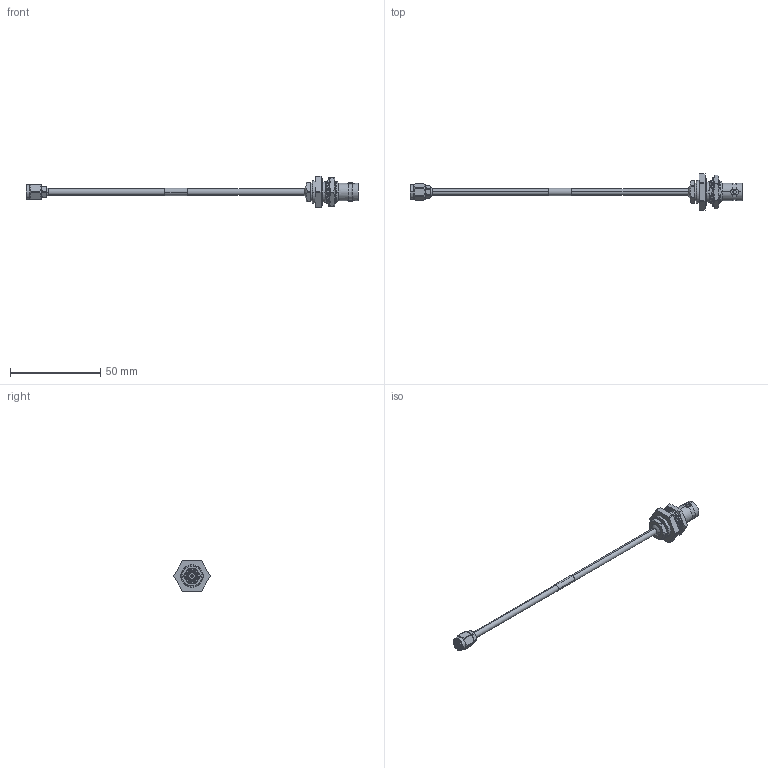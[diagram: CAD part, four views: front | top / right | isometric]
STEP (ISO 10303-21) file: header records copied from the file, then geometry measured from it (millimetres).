
FILE_DESCRIPTION (( 'STEP AP214' ), '1' );
FILE_NAME ('LCCA30401.step', '2020-05-01T17:09:04', ( '' ), ( '' ), 'SwSTEP 2.0', 'SolidWorks 2018', '' );
FILE_SCHEMA (( 'AUTOMOTIVE_DESIGN' ));
Length unit declared in the file: inch
Products named in the file (7): LC141TB (141 FORMABLE); LCCA30401; LCCN3065; solder plug left^LCCA30401; 1AW01-003_.152 ID; LCCN3043; solder plug right^LCCA30401
Assembly tree (6 placements, depth 2):
  LCCA30401
    LC141TB (141 FORMABLE)
    LCCN3043
    solder plug left^LCCA30401
    1AW01-003_.152 ID
    LCCN3065
    solder plug right^LCCA30401
Bounding box: 183.56 x 19.93 x 17.5 mm (x, y, z)
Volume: 4909.8 mm3; surface area: 5840 mm2
Topology: 9 solids, 9 shells, 381 faces, 1014 edges, 668 vertices
Faces by surface type: cylinder 134, plane 96, bspline 73, cone 68, torus 6, sphere 4
Entity records: 22951 total; most frequent: CARTESIAN_POINT 13178, ORIENTED_EDGE 2028, DIRECTION 1562, EDGE_CURVE 1014, VERTEX_POINT 668, AXIS2_PLACEMENT_3D 637, EDGE_LOOP 410, ADVANCED_FACE 381
